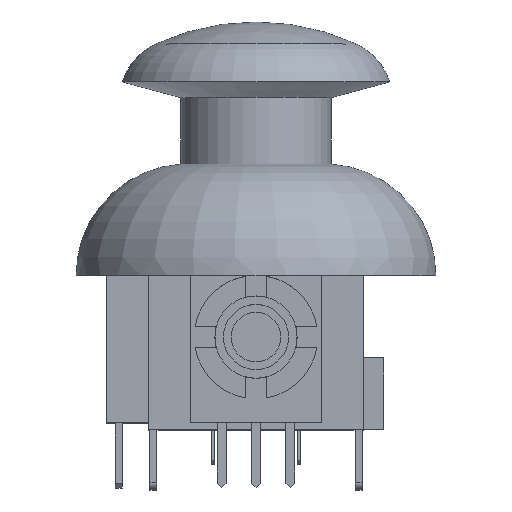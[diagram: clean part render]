
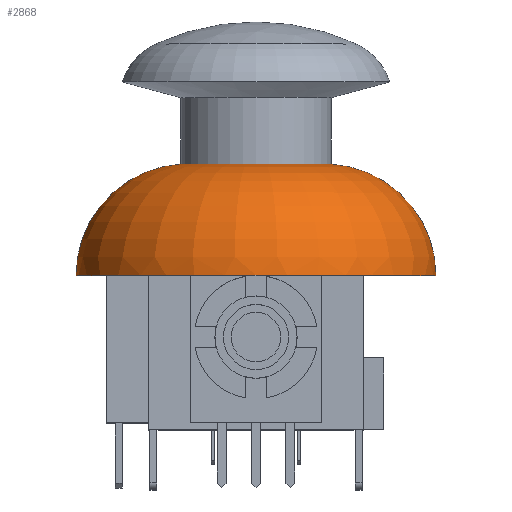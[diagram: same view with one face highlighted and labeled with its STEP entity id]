
A CAD part, top view. The second image highlights one B-rep face of the part: STEP entity #2868.
In plain terms, the highlighted toroidal (fillet/blend) face has major radius 5.063 mm and minor radius 8.272 mm.
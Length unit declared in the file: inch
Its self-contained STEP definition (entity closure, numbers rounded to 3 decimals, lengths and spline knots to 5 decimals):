
#85 = ORIENTED_EDGE ( 'NONE', *, *, #5279, .F. ) ;
#87 = DIRECTION ( 'NONE',  ( -1., 0., 0. ) ) ;
#508 = EDGE_CURVE ( 'NONE', #3605, #6090, #4941, .T. ) ;
#1139 = VERTEX_POINT ( 'NONE', #3843 ) ;
#1440 = DIRECTION ( 'NONE',  ( 0., 1., 0. ) ) ;
#1478 = DIRECTION ( 'NONE',  ( 0., 1., 0. ) ) ;
#1702 = ORIENTED_EDGE ( 'NONE', *, *, #4402, .F. ) ;
#1723 = CARTESIAN_POINT ( 'NONE',  ( 0.19934, 0.45, 0.01875 ) ) ;
#1791 = DIRECTION ( 'NONE',  ( -1., 0., 0. ) ) ;
#1807 = ORIENTED_EDGE ( 'NONE', *, *, #2110, .T. ) ;
#1824 = DIRECTION ( 'NONE',  ( 1., 0., 0. ) ) ;
#2110 = EDGE_CURVE ( 'NONE', #5642, #3605, #3073, .T. ) ;
#2264 = CARTESIAN_POINT ( 'NONE',  ( 0., 0.45, 0.01875 ) ) ;
#2350 = AXIS2_PLACEMENT_3D ( 'NONE', #5705, #1478, #87 ) ;
#2638 = CARTESIAN_POINT ( 'NONE',  ( -0.19934, 0.45, 0.01875 ) ) ;
#2697 = CARTESIAN_POINT ( 'NONE',  ( 0.22, 0.775, 0.01875 ) ) ;
#2868 = ADVANCED_FACE ( 'NONE', ( #3420 ), #4994, .T. ) ;
#3073 = CIRCLE ( 'NONE', #2350, 0.525 ) ;
#3322 = DIRECTION ( 'NONE',  ( -1., 0., 0. ) ) ;
#3420 = FACE_OUTER_BOUND ( 'NONE', #3731, .T. ) ;
#3435 = AXIS2_PLACEMENT_3D ( 'NONE', #3763, #1440, #3322 ) ;
#3605 = VERTEX_POINT ( 'NONE', #4811 ) ;
#3731 = EDGE_LOOP ( 'NONE', ( #1807, #4738, #85, #1702 ) ) ;
#3763 = CARTESIAN_POINT ( 'NONE',  ( 0., 0.775, 0.01875 ) ) ;
#3843 = CARTESIAN_POINT ( 'NONE',  ( -0.22, 0.775, 0.01875 ) ) ;
#4053 = CARTESIAN_POINT ( 'NONE',  ( -0.525, 0.45, 0.01875 ) ) ;
#4090 = AXIS2_PLACEMENT_3D ( 'NONE', #1723, #5520, #1824 ) ;
#4221 = AXIS2_PLACEMENT_3D ( 'NONE', #2264, #4682, #1791 ) ;
#4402 = EDGE_CURVE ( 'NONE', #5642, #1139, #4825, .T. ) ;
#4655 = CIRCLE ( 'NONE', #3435, 0.22 ) ;
#4660 = AXIS2_PLACEMENT_3D ( 'NONE', #2638, #4965, #4991 ) ;
#4682 = DIRECTION ( 'NONE',  ( 0., 1., 0. ) ) ;
#4738 = ORIENTED_EDGE ( 'NONE', *, *, #508, .T. ) ;
#4811 = CARTESIAN_POINT ( 'NONE',  ( 0.525, 0.45, 0.01875 ) ) ;
#4825 = CIRCLE ( 'NONE', #4660, 0.32566 ) ;
#4941 = CIRCLE ( 'NONE', #4090, 0.32566 ) ;
#4965 = DIRECTION ( 'NONE',  ( 0., 0., -1. ) ) ;
#4991 = DIRECTION ( 'NONE',  ( -1., 0., 0. ) ) ;
#4994 = TOROIDAL_SURFACE ( 'NONE', #4221, 0.19934, 0.32566 ) ;
#5279 = EDGE_CURVE ( 'NONE', #1139, #6090, #4655, .T. ) ;
#5520 = DIRECTION ( 'NONE',  ( 0., 0., 1. ) ) ;
#5642 = VERTEX_POINT ( 'NONE', #4053 ) ;
#5705 = CARTESIAN_POINT ( 'NONE',  ( 0., 0.45, 0.01875 ) ) ;
#6090 = VERTEX_POINT ( 'NONE', #2697 ) ;
